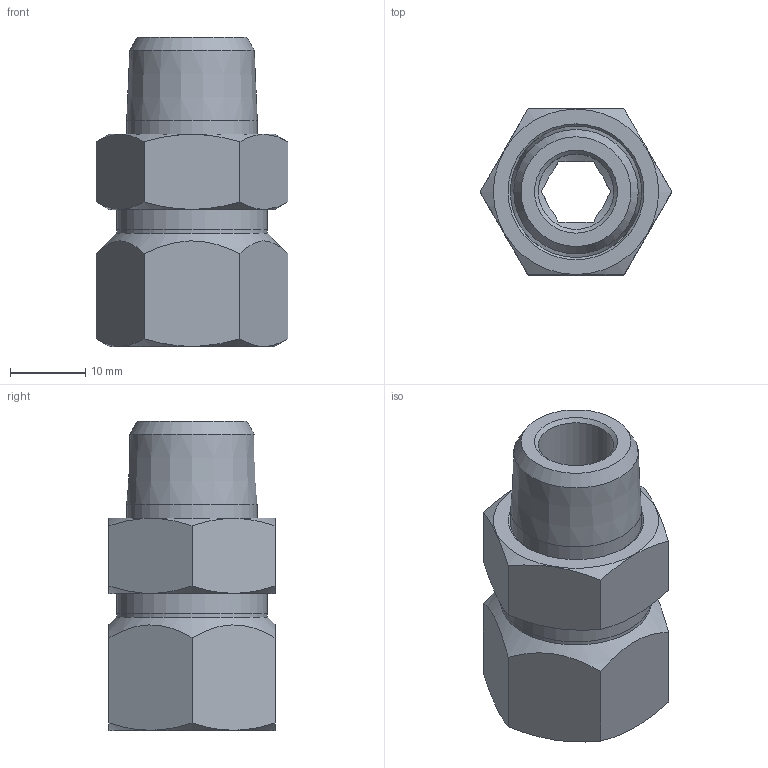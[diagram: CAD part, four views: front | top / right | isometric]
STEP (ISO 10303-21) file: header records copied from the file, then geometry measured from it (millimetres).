
FILE_DESCRIPTION(( 'RA.16B38.38.stp' ), '1');
FILE_NAME( 'RA.16B38.38.stp', '2018-09-19T08:50:01',( 'Sopra'),('sopra-pneumatic.com'), 'SwSTEP 2.0','SolidWorks 2009','' );
FILE_SCHEMA (('AUTOMOTIVE_DESIGN {1 0 10303 214 3 1 1}'));
Length unit declared in the file: millimetre
Products named in the file (4): NC27538NI; NC27538BNI; NC27038ANI; NC27038CNI
Assembly tree (3 placements, depth 2):
  NC27538NI
    NC27538BNI
    NC27038ANI
    NC27038CNI
Bounding box: 25.4 x 22 x 40.94 mm (x, y, z)
Volume: 9440.6 mm3; surface area: 6750.6 mm2
Topology: 3 solids, 3 shells, 68 faces, 162 edges, 103 vertices
Faces by surface type: plane 33, cylinder 18, cone 16, torus 1
Full cylindrical faces by diameter (mm): 10 x1, 11 x1, 14.85 x1, 15.25 x2, 17.3 x1, 17.4 x1, 18.5 x1, 19 x2, 20 x2
Entity records: 2419 total; most frequent: CARTESIAN_POINT 502, DIRECTION 268, ORIENTED_EDGE 250, EDGE_CURVE 125, AXIS2_PLACEMENT_3D 119, EDGE_LOOP 106, FACE_BOUND 106, VERTEX_POINT 95
